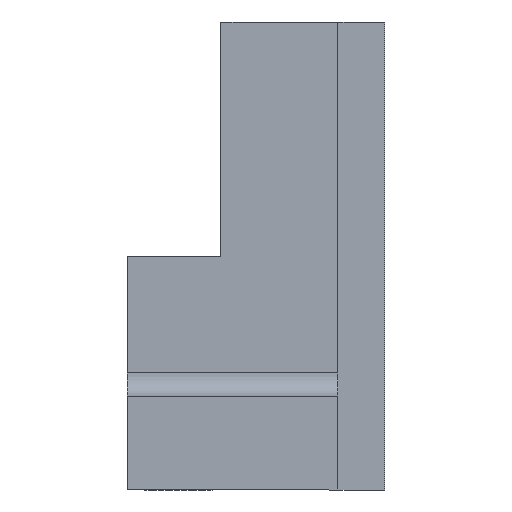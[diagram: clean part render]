
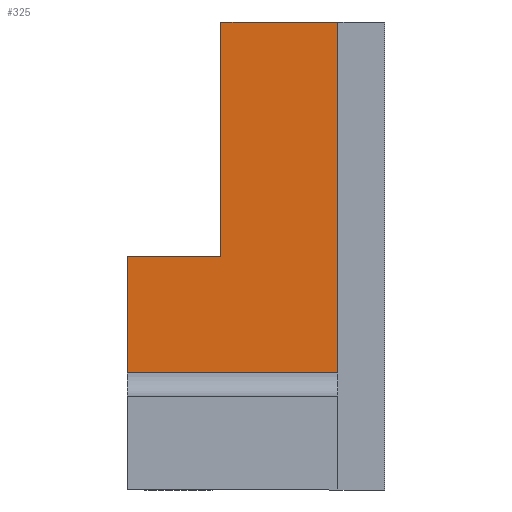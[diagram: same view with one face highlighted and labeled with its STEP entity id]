
A CAD part, front view. The second image highlights one B-rep face of the part: STEP entity #325.
In plain terms, the highlighted planar face has unit normal (0, -1, 0).
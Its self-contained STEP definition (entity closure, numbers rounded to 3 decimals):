
#8 = ORIENTED_EDGE ( 'NONE', *, *, #344, .T. ) ;
#10 = VERTEX_POINT ( 'NONE', #407 ) ;
#17 = DIRECTION ( 'NONE',  ( 1., 0., 0. ) ) ;
#40 = LINE ( 'NONE', #207, #227 ) ;
#60 = VECTOR ( 'NONE', #960, 1000. ) ;
#66 = LINE ( 'NONE', #784, #60 ) ;
#83 = LINE ( 'NONE', #150, #303 ) ;
#110 = CARTESIAN_POINT ( 'NONE',  ( 24.4, 372.78, 5. ) ) ;
#150 = CARTESIAN_POINT ( 'NONE',  ( 24.4, 372.78, 20. ) ) ;
#179 = CARTESIAN_POINT ( 'NONE',  ( 19.4, 372.78, 10. ) ) ;
#183 = LINE ( 'NONE', #110, #845 ) ;
#207 = CARTESIAN_POINT ( 'NONE',  ( 15.4, 372.78, 20. ) ) ;
#227 = VECTOR ( 'NONE', #780, 1000. ) ;
#245 = VERTEX_POINT ( 'NONE', #462 ) ;
#261 = DIRECTION ( 'NONE',  ( 1., 0., 0. ) ) ;
#264 = DIRECTION ( 'NONE',  ( 0., 0., 1. ) ) ;
#287 = EDGE_LOOP ( 'NONE', ( #687, #751, #340, #736, #8, #714 ) ) ;
#303 = VECTOR ( 'NONE', #477, 1000. ) ;
#312 = EDGE_CURVE ( 'NONE', #825, #245, #83, .T. ) ;
#325 = ADVANCED_FACE ( 'NONE', ( #465 ), #393, .F. ) ;
#340 = ORIENTED_EDGE ( 'NONE', *, *, #421, .F. ) ;
#344 = EDGE_CURVE ( 'NONE', #891, #245, #183, .T. ) ;
#355 = EDGE_CURVE ( 'NONE', #1004, #10, #819, .T. ) ;
#393 = PLANE ( 'NONE',  #608 ) ;
#407 = CARTESIAN_POINT ( 'NONE',  ( 19.4, 372.78, 20. ) ) ;
#419 = CARTESIAN_POINT ( 'NONE',  ( 15.4, 372.78, 10. ) ) ;
#421 = EDGE_CURVE ( 'NONE', #682, #1004, #814, .T. ) ;
#432 = CARTESIAN_POINT ( 'NONE',  ( 24.4, 372.78, 20. ) ) ;
#462 = CARTESIAN_POINT ( 'NONE',  ( 24.4, 372.78, 5. ) ) ;
#465 = FACE_OUTER_BOUND ( 'NONE', #287, .T. ) ;
#477 = DIRECTION ( 'NONE',  ( 0., 0., -1. ) ) ;
#489 = VECTOR ( 'NONE', #261, 1000. ) ;
#506 = DIRECTION ( 'NONE',  ( 0., 0., 1. ) ) ;
#556 = CARTESIAN_POINT ( 'NONE',  ( 19.4, 372.78, 10. ) ) ;
#561 = CARTESIAN_POINT ( 'NONE',  ( 15.4, 372.78, 20. ) ) ;
#576 = DIRECTION ( 'NONE',  ( 0., 1., 0. ) ) ;
#608 = AXIS2_PLACEMENT_3D ( 'NONE', #561, #576, #264 ) ;
#682 = VERTEX_POINT ( 'NONE', #875 ) ;
#687 = ORIENTED_EDGE ( 'NONE', *, *, #785, .F. ) ;
#714 = ORIENTED_EDGE ( 'NONE', *, *, #312, .F. ) ;
#736 = ORIENTED_EDGE ( 'NONE', *, *, #982, .T. ) ;
#751 = ORIENTED_EDGE ( 'NONE', *, *, #355, .F. ) ;
#780 = DIRECTION ( 'NONE',  ( 1., 0., 0. ) ) ;
#784 = CARTESIAN_POINT ( 'NONE',  ( 15.4, 372.78, 20. ) ) ;
#785 = EDGE_CURVE ( 'NONE', #10, #825, #40, .T. ) ;
#805 = CARTESIAN_POINT ( 'NONE',  ( 15.4, 372.78, 5. ) ) ;
#814 = LINE ( 'NONE', #419, #489 ) ;
#819 = LINE ( 'NONE', #179, #997 ) ;
#825 = VERTEX_POINT ( 'NONE', #432 ) ;
#845 = VECTOR ( 'NONE', #17, 1000. ) ;
#875 = CARTESIAN_POINT ( 'NONE',  ( 15.4, 372.78, 10. ) ) ;
#891 = VERTEX_POINT ( 'NONE', #805 ) ;
#960 = DIRECTION ( 'NONE',  ( 0., 0., -1. ) ) ;
#982 = EDGE_CURVE ( 'NONE', #682, #891, #66, .T. ) ;
#997 = VECTOR ( 'NONE', #506, 1000. ) ;
#1004 = VERTEX_POINT ( 'NONE', #556 ) ;
